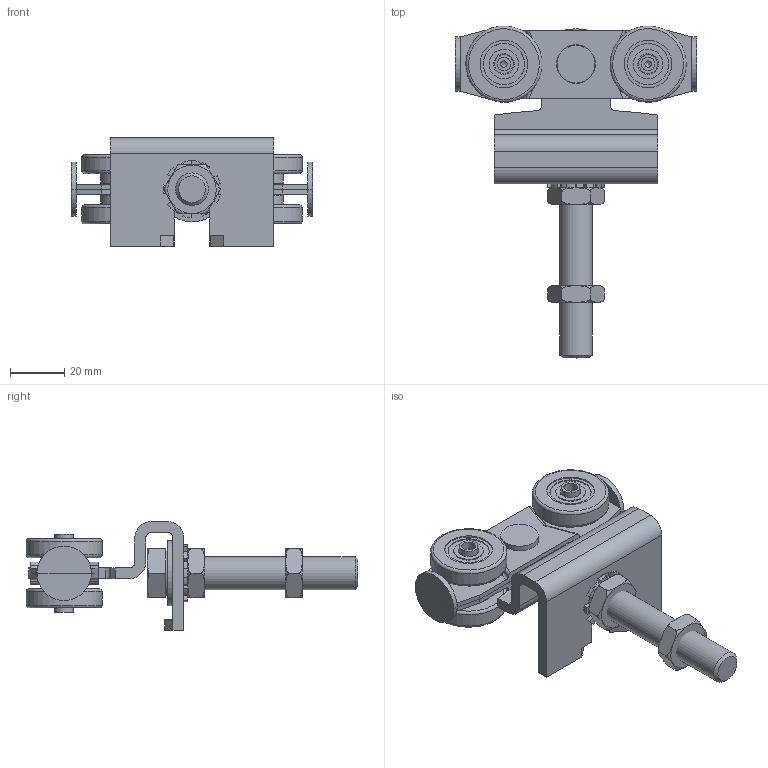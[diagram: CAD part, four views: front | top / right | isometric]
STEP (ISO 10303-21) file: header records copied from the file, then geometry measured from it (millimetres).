
FILE_DESCRIPTION(/* description */ (''),/* implementation_level */ '2;1');
FILE_NAME(/* name */ '9232N.stp',/* time_stamp */ '2020-12-02T08:56:06+01:00',/* author */ ('didierr'),/* organization */ (''),/* preprocessor_version */ 'ST-DEVELOPER v17.2',/* originating_system */ 'Autodesk Inventor 2019',/* authorisation */ '');
FILE_SCHEMA (('CONFIG_CONTROL_DESIGN'));
Length unit declared in the file: millimetre
Products named in the file (13): 9232N; 16526; 15674; 04536; 15741; 06012; 09017; 15212; GALB28N; 18038; 09071; 18280; 18281
Assembly tree (21 placements, depth 3):
  9232N
    16526  x2
    15674
    04536
    15741
    06012  x2
    09017
    15212
    GALB28N  x4
      18038
      09071
    18280  x2
    18281  x4
Bounding box: 88.6 x 122 x 40 mm (x, y, z)
Volume: 58751 mm3; surface area: 47111.3 mm2
Topology: 23 solids, 23 shells, 506 faces, 1490 edges, 1025 vertices
Faces by surface type: plane 227, cylinder 168, torus 76, sphere 24, cone 11
Full cylindrical faces by diameter (mm): 4.9 x4, 6.85 x4, 7 x4, 7.1 x4, 10.106 x2, 10.84 x16, 12 x1, 12.1 x1, 12.5 x1, 13.9 x1, 14 x4, 14.2 x3, 15.135 x8, 15.16 x8, 16 x1, 16.63 x1, 17.5 x8, 19 x8, 24 x1, 28 x4
Entity records: 10001 total; most frequent: CARTESIAN_POINT 2453, DIRECTION 1533, ORIENTED_EDGE 1452, EDGE_CURVE 726, AXIS2_PLACEMENT_3D 587, VERTEX_POINT 501, LINE 359, VECTOR 359
